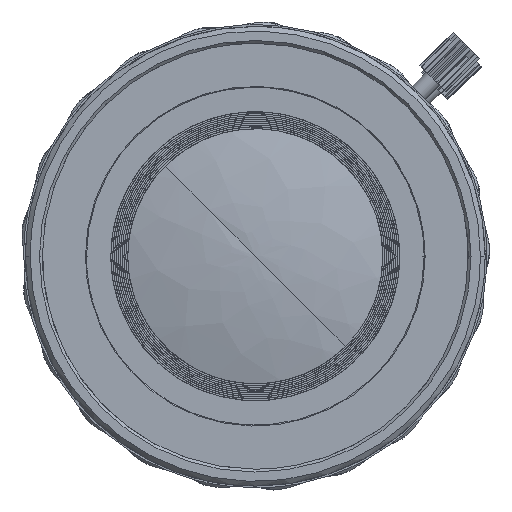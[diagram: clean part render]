
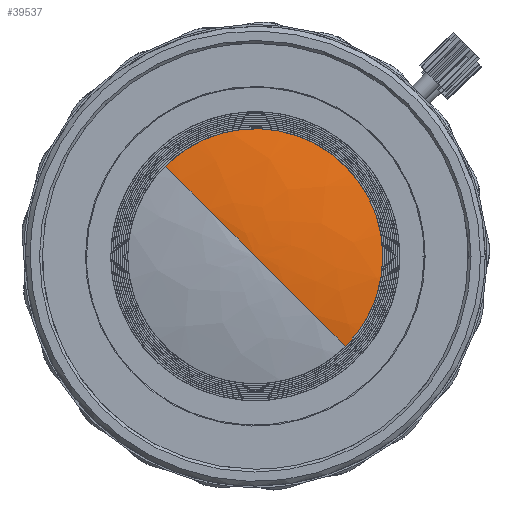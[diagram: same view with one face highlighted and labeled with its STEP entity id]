
A CAD part, front view. The second image highlights one B-rep face of the part: STEP entity #39537.
In plain terms, the highlighted free-form (B-spline) face has degree [3, 3] with [4, 4] control points.
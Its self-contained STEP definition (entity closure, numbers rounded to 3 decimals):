
#3953 = CARTESIAN_POINT ( 'NONE',  ( 18.952, -1.468, 15.7 ) ) ;
#11424 = CARTESIAN_POINT ( 'NONE',  ( -11.102, -1.468, 11.102 ) ) ;
#12089 = CARTESIAN_POINT ( 'NONE',  ( 0., -1.468, 15.7 ) ) ;
#17306 = EDGE_CURVE ( 'NONE', #112512, #33904, #69803, .T. ) ;
#19567 = CARTESIAN_POINT ( 'NONE',  ( -3.752, -3.512, 3.752 ) ) ;
#20741 = CARTESIAN_POINT ( 'NONE',  ( 11.257, -3.512, 3.752 ) ) ;
#21923 = CARTESIAN_POINT ( 'NONE',  ( 0., -3.512, 0. ) ) ;
#26214 =( BOUNDED_CURVE ( )  B_SPLINE_CURVE ( 3, ( #32567, #78711, #69122, #105073 ),
 .UNSPECIFIED., .F., .F. ) 
 B_SPLINE_CURVE_WITH_KNOTS ( ( 4, 4 ),
 ( 0., 0.98 ),
 .UNSPECIFIED. ) 
 CURVE ( )  GEOMETRIC_REPRESENTATION_ITEM ( )  RATIONAL_B_SPLINE_CURVE ( ( 1., 0.994, 0.994, 1. ) ) 
 REPRESENTATION_ITEM ( '' )  );
#26815 = CARTESIAN_POINT ( 'NONE',  ( 0., -3.512, 0. ) ) ;
#28231 = CARTESIAN_POINT ( 'NONE',  ( -11.102, -1.468, 11.102 ) ) ;
#29196 = CARTESIAN_POINT ( 'NONE',  ( 3.752, -3.512, -3.752 ) ) ;
#30246 = ORIENTED_EDGE ( 'NONE', *, *, #57433, .T. ) ;
#30947 = CARTESIAN_POINT ( 'NONE',  ( 3.752, -3.512, 11.257 ) ) ;
#32567 = CARTESIAN_POINT ( 'NONE',  ( 11.102, -1.468, -11.102 ) ) ;
#33904 = VERTEX_POINT ( 'NONE', #11424 ) ;
#38396 = CARTESIAN_POINT ( 'NONE',  ( 0., -1.468, 15.7 ) ) ;
#39119 = VERTEX_POINT ( 'NONE', #103752 ) ;
#39352 = CARTESIAN_POINT ( 'NONE',  ( 21.002, -1.468, -1.201 ) ) ;
#39537 = ADVANCED_FACE ( 'NONE', ( #108898 ), #110717, .F. ) ;
#39939 = CARTESIAN_POINT ( 'NONE',  ( 7.474, -2.827, -7.474 ) ) ;
#45029 = CARTESIAN_POINT ( 'NONE',  ( 0., -3.512, 0. ) ) ;
#47180 = CARTESIAN_POINT ( 'NONE',  ( 33.305, -1.468, 11.102 ) ) ;
#51851 = EDGE_CURVE ( 'NONE', #63335, #33904, #74337, .T. ) ;
#54353 =( BOUNDED_CURVE ( )  B_SPLINE_CURVE ( 3, ( #65717, #39352, #3953, #57904 ),
 .UNSPECIFIED., .F., .F. ) 
 B_SPLINE_CURVE_WITH_KNOTS ( ( 4, 4 ),
 ( 0., 1. ),
 .UNSPECIFIED. ) 
 CURVE ( )  GEOMETRIC_REPRESENTATION_ITEM ( )  RATIONAL_B_SPLINE_CURVE ( ( 1., 0.528, 0.39, 0.586 ) ) 
 REPRESENTATION_ITEM ( '' )  );
#56144 = CARTESIAN_POINT ( 'NONE',  ( -11.102, -1.468, 11.102 ) ) ;
#57333 = CARTESIAN_POINT ( 'NONE',  ( 22.421, -2.827, 7.474 ) ) ;
#57433 = EDGE_CURVE ( 'NONE', #39119, #63335, #54353, .T. ) ;
#57904 = CARTESIAN_POINT ( 'NONE',  ( 0., -1.468, 15.7 ) ) ;
#63335 = VERTEX_POINT ( 'NONE', #12089 ) ;
#65335 = CARTESIAN_POINT ( 'NONE',  ( -4.598, -1.468, 15.7 ) ) ;
#65717 = CARTESIAN_POINT ( 'NONE',  ( 11.102, -1.468, -11.102 ) ) ;
#69122 = CARTESIAN_POINT ( 'NONE',  ( 3.752, -3.512, -3.752 ) ) ;
#69803 =( BOUNDED_CURVE ( )  B_SPLINE_CURVE ( 3, ( #45029, #100732, #80959, #28231 ),
 .UNSPECIFIED., .F., .F. ) 
 B_SPLINE_CURVE_WITH_KNOTS ( ( 4, 4 ),
 ( 0., 0.98 ),
 .UNSPECIFIED. ) 
 CURVE ( )  GEOMETRIC_REPRESENTATION_ITEM ( )  RATIONAL_B_SPLINE_CURVE ( ( 1., 0.994, 0.994, 1. ) ) 
 REPRESENTATION_ITEM ( '' )  );
#72624 = ORIENTED_EDGE ( 'NONE', *, *, #95521, .F. ) ;
#74113 = ORIENTED_EDGE ( 'NONE', *, *, #51851, .T. ) ;
#74337 =( BOUNDED_CURVE ( )  B_SPLINE_CURVE ( 3, ( #38396, #65335, #111461, #112051 ),
 .UNSPECIFIED., .F., .F. ) 
 B_SPLINE_CURVE_WITH_KNOTS ( ( 4, 4 ),
 ( 0., 1. ),
 .UNSPECIFIED. ) 
 CURVE ( )  GEOMETRIC_REPRESENTATION_ITEM ( )  RATIONAL_B_SPLINE_CURVE ( ( 0.586, 0.666, 0.804, 1. ) ) 
 REPRESENTATION_ITEM ( '' )  );
#78711 = CARTESIAN_POINT ( 'NONE',  ( 7.474, -2.827, -7.474 ) ) ;
#80959 = CARTESIAN_POINT ( 'NONE',  ( -7.474, -2.827, 7.474 ) ) ;
#81438 = ORIENTED_EDGE ( 'NONE', *, *, #17306, .F. ) ;
#85485 = CARTESIAN_POINT ( 'NONE',  ( 11.102, -1.468, 33.305 ) ) ;
#90330 = CARTESIAN_POINT ( 'NONE',  ( 0., -3.512, 0. ) ) ;
#93757 = EDGE_LOOP ( 'NONE', ( #30246, #74113, #81438, #72624 ) ) ;
#95521 = EDGE_CURVE ( 'NONE', #39119, #112512, #26214, .T. ) ;
#99324 = CARTESIAN_POINT ( 'NONE',  ( 0., -3.512, 0. ) ) ;
#100732 = CARTESIAN_POINT ( 'NONE',  ( -3.752, -3.512, 3.752 ) ) ;
#102220 = CARTESIAN_POINT ( 'NONE',  ( 0., -3.512, 0. ) ) ;
#102873 = CARTESIAN_POINT ( 'NONE',  ( 7.474, -2.827, 22.421 ) ) ;
#103470 = CARTESIAN_POINT ( 'NONE',  ( 11.102, -1.468, -11.102 ) ) ;
#103752 = CARTESIAN_POINT ( 'NONE',  ( 11.102, -1.468, -11.102 ) ) ;
#104042 = CARTESIAN_POINT ( 'NONE',  ( -7.474, -2.827, 7.474 ) ) ;
#105073 = CARTESIAN_POINT ( 'NONE',  ( 0., -3.512, 0. ) ) ;
#108898 = FACE_OUTER_BOUND ( 'NONE', #93757, .T. ) ;
#110717 =( BOUNDED_SURFACE ( )  B_SPLINE_SURFACE ( 3, 3, ( 
 ( #99324, #90330, #26815, #21923 ),
 ( #19567, #30947, #20741, #29196 ),
 ( #104042, #102873, #57333, #39939 ),
 ( #56144, #85485, #47180, #103470 ) ),
 .UNSPECIFIED., .F., .F., .F. ) 
 B_SPLINE_SURFACE_WITH_KNOTS ( ( 4, 4 ),
 ( 4, 4 ),
 ( 0., 0.98 ),
 ( 0., 1. ),
 .UNSPECIFIED. ) 
 GEOMETRIC_REPRESENTATION_ITEM ( )  RATIONAL_B_SPLINE_SURFACE ( (
 ( 1., 0.333, 0.333, 1.),
 ( 0.994, 0.331, 0.331, 0.994),
 ( 0.994, 0.331, 0.331, 0.994),
 ( 1., 0.333, 0.333, 1.) ) ) 
 REPRESENTATION_ITEM ( '' )  SURFACE ( )  );
#111461 = CARTESIAN_POINT ( 'NONE',  ( -8.408, -1.468, 13.795 ) ) ;
#112051 = CARTESIAN_POINT ( 'NONE',  ( -11.102, -1.468, 11.102 ) ) ;
#112512 = VERTEX_POINT ( 'NONE', #102220 ) ;
